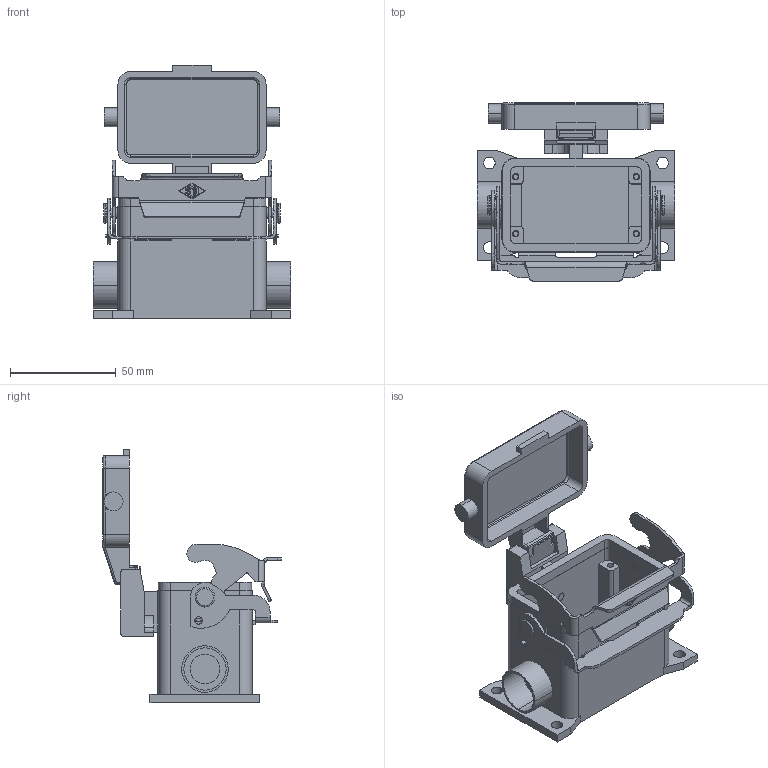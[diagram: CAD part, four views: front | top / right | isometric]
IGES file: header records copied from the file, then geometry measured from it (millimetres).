
Global section: file name: No Iges File Name specified; native system: AutoDesk Inventor R6.1; preprocessor: AutoDesk Inventor Iges Exporter R6.1; author: No Author specified; organization: No Organization specified; date: 20061219.122337; units: millimetre
Bounding box: 93.5 x 84.23 x 120 mm (x, y, z)
Volume: 102943 mm3; surface area: 63328 mm2
Topology: 4 solids, 4 shells, 570 faces, 1524 edges, 994 vertices
Faces by surface type: plane 219, bspline 149, cylinder 99, revolution 89, torus 10, sphere 2, cone 2
